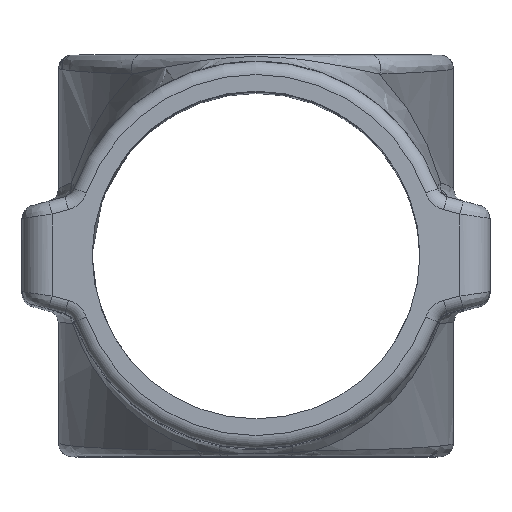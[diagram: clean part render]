
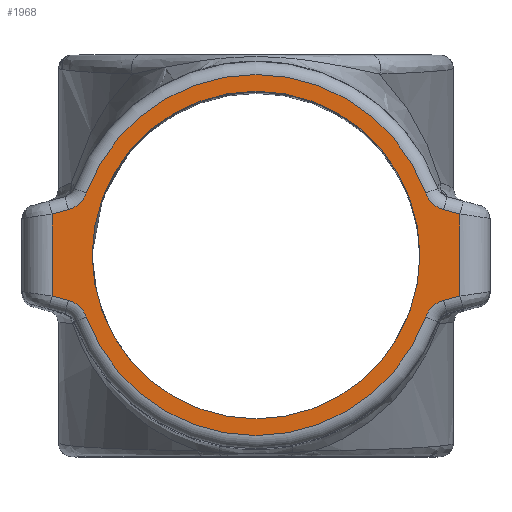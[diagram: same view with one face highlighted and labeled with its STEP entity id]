
A CAD part, top view. The second image highlights one B-rep face of the part: STEP entity #1968.
In plain terms, the highlighted planar face has unit normal (0, 0, 1).
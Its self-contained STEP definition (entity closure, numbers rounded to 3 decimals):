
#54 = CARTESIAN_POINT ( 'NONE',  ( -30.5, -6.14, 65. ) ) ;
#172 = EDGE_CURVE ( 'NONE', #2113, #9066, #2733, .T. ) ;
#196 = DIRECTION ( 'NONE',  ( 1., 0., 0. ) ) ;
#219 = DIRECTION ( 'NONE',  ( 0., 0., 1. ) ) ;
#232 = FACE_OUTER_BOUND ( 'NONE', #1878, .T. ) ;
#436 = ORIENTED_EDGE ( 'NONE', *, *, #6665, .F. ) ;
#464 = DIRECTION ( 'NONE',  ( 0., 0., 1. ) ) ;
#479 = VECTOR ( 'NONE', #9994, 1000. ) ;
#584 = DIRECTION ( 'NONE',  ( 0., 0., 1. ) ) ;
#586 = CARTESIAN_POINT ( 'NONE',  ( 3.6, -13.379, 65. ) ) ;
#612 = CIRCLE ( 'NONE', #11604, 24.5 ) ;
#692 = ORIENTED_EDGE ( 'NONE', *, *, #8858, .T. ) ;
#744 = VECTOR ( 'NONE', #2969, 1000. ) ;
#1002 = AXIS2_PLACEMENT_3D ( 'NONE', #3778, #9918, #11038 ) ;
#1136 = AXIS2_PLACEMENT_3D ( 'NONE', #9988, #6485, #196 ) ;
#1153 = VERTEX_POINT ( 'NONE', #9927 ) ;
#1292 = ORIENTED_EDGE ( 'NONE', *, *, #8334, .F. ) ;
#1437 = CARTESIAN_POINT ( 'NONE',  ( 29.111, -10.656, 65. ) ) ;
#1443 = DIRECTION ( 'NONE',  ( 1., 0., 0. ) ) ;
#1509 = AXIS2_PLACEMENT_3D ( 'NONE', #8394, #219, #6552 ) ;
#1526 = CARTESIAN_POINT ( 'NONE',  ( -28.072, 6.793, 65. ) ) ;
#1554 = ORIENTED_EDGE ( 'NONE', *, *, #3204, .T. ) ;
#1723 = LINE ( 'NONE', #1885, #479 ) ;
#1854 = VECTOR ( 'NONE', #10222, 1000. ) ;
#1878 = EDGE_LOOP ( 'NONE', ( #7546, #11582, #9484, #4869, #3292, #692, #7054, #6653, #436, #1554, #4791, #8781 ) ) ;
#1885 = CARTESIAN_POINT ( 'NONE',  ( -30.5, 0., 65. ) ) ;
#1968 = ADVANCED_FACE ( 'NONE', ( #232, #2476 ), #4111, .T. ) ;
#2113 = VERTEX_POINT ( 'NONE', #4260 ) ;
#2143 = CARTESIAN_POINT ( 'NONE',  ( 24.5, 0., 65. ) ) ;
#2257 = VERTEX_POINT ( 'NONE', #2739 ) ;
#2264 = DIRECTION ( 'NONE',  ( 0., 0., 1. ) ) ;
#2267 = VERTEX_POINT ( 'NONE', #54 ) ;
#2358 = CARTESIAN_POINT ( 'NONE',  ( 0., 0., 65. ) ) ;
#2456 = CARTESIAN_POINT ( 'NONE',  ( -30.5, 6.14, 65. ) ) ;
#2476 = FACE_BOUND ( 'NONE', #6415, .T. ) ;
#2637 = CARTESIAN_POINT ( 'NONE',  ( -29.111, -10.656, 65. ) ) ;
#2733 = CIRCLE ( 'NONE', #4545, 4. ) ;
#2739 = CARTESIAN_POINT ( 'NONE',  ( 28.072, -6.793, 65. ) ) ;
#2969 = DIRECTION ( 'NONE',  ( -0.966, -0.26, 0. ) ) ;
#3204 = EDGE_CURVE ( 'NONE', #10235, #9506, #6886, .T. ) ;
#3292 = ORIENTED_EDGE ( 'NONE', *, *, #7877, .F. ) ;
#3540 = CARTESIAN_POINT ( 'NONE',  ( 3.6, 13.379, 65. ) ) ;
#3778 = CARTESIAN_POINT ( 'NONE',  ( 29.111, 10.656, 65. ) ) ;
#3895 = VERTEX_POINT ( 'NONE', #8473 ) ;
#4111 = PLANE ( 'NONE',  #10158 ) ;
#4153 = EDGE_CURVE ( 'NONE', #8884, #9506, #8836, .T. ) ;
#4156 = ORIENTED_EDGE ( 'NONE', *, *, #5134, .F. ) ;
#4260 = CARTESIAN_POINT ( 'NONE',  ( -25.355, -9.281, 65. ) ) ;
#4545 = AXIS2_PLACEMENT_3D ( 'NONE', #2637, #8957, #7115 ) ;
#4791 = ORIENTED_EDGE ( 'NONE', *, *, #4153, .F. ) ;
#4869 = ORIENTED_EDGE ( 'NONE', *, *, #10355, .T. ) ;
#4883 = VECTOR ( 'NONE', #9634, 1000. ) ;
#5134 = EDGE_CURVE ( 'NONE', #5395, #11032, #6259, .T. ) ;
#5153 = DIRECTION ( 'NONE',  ( 1., 0., 0. ) ) ;
#5154 = LINE ( 'NONE', #586, #4883 ) ;
#5252 = EDGE_CURVE ( 'NONE', #3895, #1153, #9766, .T. ) ;
#5395 = VERTEX_POINT ( 'NONE', #2143 ) ;
#5418 = CARTESIAN_POINT ( 'NONE',  ( -28.072, -6.793, 65. ) ) ;
#5562 = CIRCLE ( 'NONE', #1002, 4. ) ;
#5724 = LINE ( 'NONE', #10167, #744 ) ;
#5890 = DIRECTION ( 'NONE',  ( 0.966, -0.26, 0. ) ) ;
#5895 = DIRECTION ( 'NONE',  ( 1., 0., 0. ) ) ;
#5931 = DIRECTION ( 'NONE',  ( 0., 0., 1. ) ) ;
#5959 = AXIS2_PLACEMENT_3D ( 'NONE', #1437, #2264, #9539 ) ;
#6156 = DIRECTION ( 'NONE',  ( 0., 0., 1. ) ) ;
#6259 = CIRCLE ( 'NONE', #1509, 24.5 ) ;
#6415 = EDGE_LOOP ( 'NONE', ( #1292, #4156 ) ) ;
#6421 = LINE ( 'NONE', #9459, #7265 ) ;
#6485 = DIRECTION ( 'NONE',  ( 0., 0., 1. ) ) ;
#6552 = DIRECTION ( 'NONE',  ( 1., 0., 0. ) ) ;
#6653 = ORIENTED_EDGE ( 'NONE', *, *, #7489, .T. ) ;
#6665 = EDGE_CURVE ( 'NONE', #10235, #10731, #5562, .T. ) ;
#6811 = DIRECTION ( 'NONE',  ( 1., 0., 0. ) ) ;
#6886 = CIRCLE ( 'NONE', #11491, 27. ) ;
#7054 = ORIENTED_EDGE ( 'NONE', *, *, #5252, .T. ) ;
#7115 = DIRECTION ( 'NONE',  ( 1., 0., 0. ) ) ;
#7265 = VECTOR ( 'NONE', #5890, 1000. ) ;
#7276 = CARTESIAN_POINT ( 'NONE',  ( 25.355, 9.281, 65. ) ) ;
#7489 = EDGE_CURVE ( 'NONE', #1153, #10731, #10755, .T. ) ;
#7546 = ORIENTED_EDGE ( 'NONE', *, *, #9092, .T. ) ;
#7562 = CARTESIAN_POINT ( 'NONE',  ( 25.355, -9.281, 65. ) ) ;
#7877 = EDGE_CURVE ( 'NONE', #2257, #11321, #10518, .T. ) ;
#7891 = EDGE_CURVE ( 'NONE', #2267, #9066, #6421, .T. ) ;
#7906 = AXIS2_PLACEMENT_3D ( 'NONE', #9428, #464, #1443 ) ;
#8334 = EDGE_CURVE ( 'NONE', #11032, #5395, #612, .T. ) ;
#8394 = CARTESIAN_POINT ( 'NONE',  ( 0., 0., 65. ) ) ;
#8473 = CARTESIAN_POINT ( 'NONE',  ( 30.5, -6.14, 65. ) ) ;
#8641 = VECTOR ( 'NONE', #9063, 1000. ) ;
#8653 = CIRCLE ( 'NONE', #7906, 27. ) ;
#8673 = CARTESIAN_POINT ( 'NONE',  ( 0., 0., 65. ) ) ;
#8781 = ORIENTED_EDGE ( 'NONE', *, *, #9548, .T. ) ;
#8836 = CIRCLE ( 'NONE', #1136, 4. ) ;
#8858 = EDGE_CURVE ( 'NONE', #2257, #3895, #5154, .T. ) ;
#8866 = CARTESIAN_POINT ( 'NONE',  ( -24.5, 0., 65. ) ) ;
#8884 = VERTEX_POINT ( 'NONE', #1526 ) ;
#8957 = DIRECTION ( 'NONE',  ( 0., 0., 1. ) ) ;
#9063 = DIRECTION ( 'NONE',  ( -0.966, 0.26, 0. ) ) ;
#9066 = VERTEX_POINT ( 'NONE', #5418 ) ;
#9092 = EDGE_CURVE ( 'NONE', #11571, #2267, #1723, .T. ) ;
#9408 = CARTESIAN_POINT ( 'NONE',  ( -25.355, 9.281, 65. ) ) ;
#9428 = CARTESIAN_POINT ( 'NONE',  ( 0., 0., 65. ) ) ;
#9459 = CARTESIAN_POINT ( 'NONE',  ( -3.6, -13.379, 65. ) ) ;
#9484 = ORIENTED_EDGE ( 'NONE', *, *, #172, .F. ) ;
#9506 = VERTEX_POINT ( 'NONE', #9408 ) ;
#9539 = DIRECTION ( 'NONE',  ( 1., 0., 0. ) ) ;
#9548 = EDGE_CURVE ( 'NONE', #8884, #11571, #5724, .T. ) ;
#9634 = DIRECTION ( 'NONE',  ( 0.966, 0.26, 0. ) ) ;
#9638 = CARTESIAN_POINT ( 'NONE',  ( 0., 0., 65. ) ) ;
#9766 = LINE ( 'NONE', #11049, #1854 ) ;
#9918 = DIRECTION ( 'NONE',  ( 0., 0., 1. ) ) ;
#9927 = CARTESIAN_POINT ( 'NONE',  ( 30.5, 6.14, 65. ) ) ;
#9988 = CARTESIAN_POINT ( 'NONE',  ( -29.111, 10.656, 65. ) ) ;
#9994 = DIRECTION ( 'NONE',  ( 0., -1., 0. ) ) ;
#10158 = AXIS2_PLACEMENT_3D ( 'NONE', #8673, #5931, #5895 ) ;
#10167 = CARTESIAN_POINT ( 'NONE',  ( -3.6, 13.379, 65. ) ) ;
#10222 = DIRECTION ( 'NONE',  ( 0., 1., 0. ) ) ;
#10235 = VERTEX_POINT ( 'NONE', #7276 ) ;
#10355 = EDGE_CURVE ( 'NONE', #2113, #11321, #8653, .T. ) ;
#10518 = CIRCLE ( 'NONE', #5959, 4. ) ;
#10602 = CARTESIAN_POINT ( 'NONE',  ( 28.072, 6.793, 65. ) ) ;
#10731 = VERTEX_POINT ( 'NONE', #10602 ) ;
#10755 = LINE ( 'NONE', #3540, #8641 ) ;
#11032 = VERTEX_POINT ( 'NONE', #8866 ) ;
#11038 = DIRECTION ( 'NONE',  ( 1., 0., 0. ) ) ;
#11049 = CARTESIAN_POINT ( 'NONE',  ( 30.5, 0., 65. ) ) ;
#11321 = VERTEX_POINT ( 'NONE', #7562 ) ;
#11491 = AXIS2_PLACEMENT_3D ( 'NONE', #9638, #6156, #5153 ) ;
#11571 = VERTEX_POINT ( 'NONE', #2456 ) ;
#11582 = ORIENTED_EDGE ( 'NONE', *, *, #7891, .T. ) ;
#11604 = AXIS2_PLACEMENT_3D ( 'NONE', #2358, #584, #6811 ) ;
